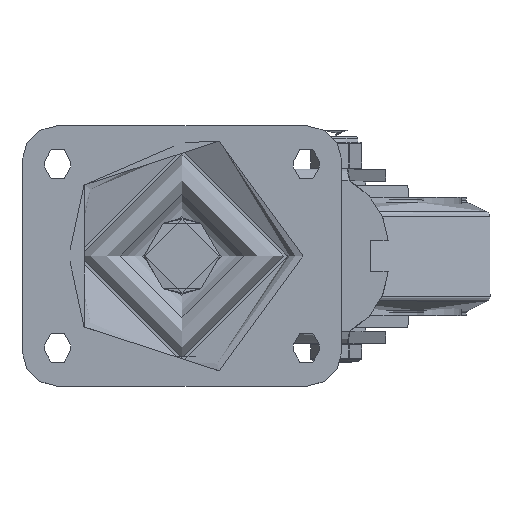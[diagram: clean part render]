
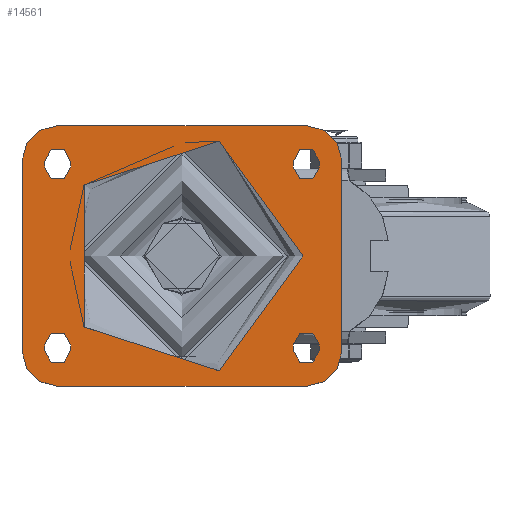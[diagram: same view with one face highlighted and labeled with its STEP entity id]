
A CAD part, top view. The second image highlights one B-rep face of the part: STEP entity #14561.
In plain terms, the highlighted planar face has unit normal (0, 0, 1).
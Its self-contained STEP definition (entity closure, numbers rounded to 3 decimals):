
#1039=FACE_BOUND('',#2863,.T.);
#1040=FACE_BOUND('',#2864,.T.);
#1041=FACE_BOUND('',#2865,.T.);
#1042=FACE_BOUND('',#2866,.T.);
#1043=FACE_BOUND('',#2867,.T.);
#1308=PLANE('',#15818);
#1991=FACE_OUTER_BOUND('',#2862,.T.);
#2862=EDGE_LOOP('',(#10928,#10929,#10930,#10931,#10932,#10933,#10934,#10935));
#2863=EDGE_LOOP('',(#10936));
#2864=EDGE_LOOP('',(#10937,#10938,#10939,#10940));
#2865=EDGE_LOOP('',(#10941,#10942,#10943,#10944));
#2866=EDGE_LOOP('',(#10945,#10946,#10947,#10948));
#2867=EDGE_LOOP('',(#10949,#10950,#10951,#10952));
#3986=LINE('',#21519,#5051);
#3988=LINE('',#21522,#5053);
#3989=LINE('',#21523,#5054);
#3990=LINE('',#21524,#5055);
#3991=LINE('',#21527,#5056);
#3992=LINE('',#21531,#5057);
#3993=LINE('',#21535,#5058);
#3994=LINE('',#21539,#5059);
#3995=LINE('',#21543,#5060);
#3996=LINE('',#21547,#5061);
#3997=LINE('',#21551,#5062);
#3998=LINE('',#21555,#5063);
#5051=VECTOR('',#17795,1000.);
#5053=VECTOR('',#17799,1000.);
#5054=VECTOR('',#17800,1000.);
#5055=VECTOR('',#17801,1000.);
#5056=VECTOR('',#17802,1000.);
#5057=VECTOR('',#17805,1000.);
#5058=VECTOR('',#17808,1000.);
#5059=VECTOR('',#17811,1000.);
#5060=VECTOR('',#17814,1000.);
#5061=VECTOR('',#17817,1000.);
#5062=VECTOR('',#17820,1000.);
#5063=VECTOR('',#17823,1000.);
#5852=CIRCLE('',#15484,51.);
#5855=CIRCLE('',#15488,15.);
#5857=CIRCLE('',#15491,15.);
#5859=CIRCLE('',#15494,15.);
#5861=CIRCLE('',#15497,15.);
#6024=CIRCLE('',#15819,5.5);
#6025=CIRCLE('',#15820,5.5);
#6026=CIRCLE('',#15821,5.5);
#6027=CIRCLE('',#15822,5.5);
#6028=CIRCLE('',#15823,5.5);
#6029=CIRCLE('',#15824,5.5);
#6030=CIRCLE('',#15825,5.5);
#6031=CIRCLE('',#15826,5.5);
#6447=VERTEX_POINT('',#20626);
#6449=VERTEX_POINT('',#20632);
#6450=VERTEX_POINT('',#20633);
#6453=VERTEX_POINT('',#20641);
#6454=VERTEX_POINT('',#20642);
#6457=VERTEX_POINT('',#20650);
#6458=VERTEX_POINT('',#20651);
#6461=VERTEX_POINT('',#20659);
#6462=VERTEX_POINT('',#20660);
#6736=VERTEX_POINT('',#21525);
#6737=VERTEX_POINT('',#21526);
#6738=VERTEX_POINT('',#21528);
#6739=VERTEX_POINT('',#21530);
#6740=VERTEX_POINT('',#21533);
#6741=VERTEX_POINT('',#21534);
#6742=VERTEX_POINT('',#21536);
#6743=VERTEX_POINT('',#21538);
#6744=VERTEX_POINT('',#21541);
#6745=VERTEX_POINT('',#21542);
#6746=VERTEX_POINT('',#21544);
#6747=VERTEX_POINT('',#21546);
#6748=VERTEX_POINT('',#21549);
#6749=VERTEX_POINT('',#21550);
#6750=VERTEX_POINT('',#21552);
#6751=VERTEX_POINT('',#21554);
#7883=EDGE_CURVE('',#6447,#6447,#5852,.T.);
#7886=EDGE_CURVE('',#6449,#6450,#5855,.T.);
#7890=EDGE_CURVE('',#6453,#6454,#5857,.T.);
#7894=EDGE_CURVE('',#6457,#6458,#5859,.T.);
#7898=EDGE_CURVE('',#6461,#6462,#5861,.T.);
#8325=EDGE_CURVE('',#6462,#6449,#3986,.T.);
#8327=EDGE_CURVE('',#6458,#6461,#3988,.T.);
#8328=EDGE_CURVE('',#6454,#6457,#3989,.T.);
#8329=EDGE_CURVE('',#6450,#6453,#3990,.T.);
#8330=EDGE_CURVE('',#6736,#6737,#3991,.T.);
#8331=EDGE_CURVE('',#6737,#6738,#6024,.T.);
#8332=EDGE_CURVE('',#6738,#6739,#3992,.T.);
#8333=EDGE_CURVE('',#6739,#6736,#6025,.T.);
#8334=EDGE_CURVE('',#6740,#6741,#3993,.T.);
#8335=EDGE_CURVE('',#6741,#6742,#6026,.T.);
#8336=EDGE_CURVE('',#6742,#6743,#3994,.T.);
#8337=EDGE_CURVE('',#6743,#6740,#6027,.T.);
#8338=EDGE_CURVE('',#6744,#6745,#3995,.T.);
#8339=EDGE_CURVE('',#6745,#6746,#6028,.T.);
#8340=EDGE_CURVE('',#6746,#6747,#3996,.T.);
#8341=EDGE_CURVE('',#6747,#6744,#6029,.T.);
#8342=EDGE_CURVE('',#6748,#6749,#3997,.T.);
#8343=EDGE_CURVE('',#6749,#6750,#6030,.T.);
#8344=EDGE_CURVE('',#6750,#6751,#3998,.T.);
#8345=EDGE_CURVE('',#6751,#6748,#6031,.T.);
#10928=ORIENTED_EDGE('',*,*,#7898,.F.);
#10929=ORIENTED_EDGE('',*,*,#8327,.F.);
#10930=ORIENTED_EDGE('',*,*,#7894,.F.);
#10931=ORIENTED_EDGE('',*,*,#8328,.F.);
#10932=ORIENTED_EDGE('',*,*,#7890,.F.);
#10933=ORIENTED_EDGE('',*,*,#8329,.F.);
#10934=ORIENTED_EDGE('',*,*,#7886,.F.);
#10935=ORIENTED_EDGE('',*,*,#8325,.F.);
#10936=ORIENTED_EDGE('',*,*,#7883,.F.);
#10937=ORIENTED_EDGE('',*,*,#8330,.T.);
#10938=ORIENTED_EDGE('',*,*,#8331,.T.);
#10939=ORIENTED_EDGE('',*,*,#8332,.T.);
#10940=ORIENTED_EDGE('',*,*,#8333,.T.);
#10941=ORIENTED_EDGE('',*,*,#8334,.T.);
#10942=ORIENTED_EDGE('',*,*,#8335,.T.);
#10943=ORIENTED_EDGE('',*,*,#8336,.T.);
#10944=ORIENTED_EDGE('',*,*,#8337,.T.);
#10945=ORIENTED_EDGE('',*,*,#8338,.T.);
#10946=ORIENTED_EDGE('',*,*,#8339,.T.);
#10947=ORIENTED_EDGE('',*,*,#8340,.T.);
#10948=ORIENTED_EDGE('',*,*,#8341,.T.);
#10949=ORIENTED_EDGE('',*,*,#8342,.T.);
#10950=ORIENTED_EDGE('',*,*,#8343,.T.);
#10951=ORIENTED_EDGE('',*,*,#8344,.T.);
#10952=ORIENTED_EDGE('',*,*,#8345,.T.);
#14561=ADVANCED_FACE('',(#1991,#1039,#1040,#1041,#1042,#1043),#1308,.T.);
#15484=AXIS2_PLACEMENT_3D('',#20627,#16857,#16858);
#15488=AXIS2_PLACEMENT_3D('',#20634,#16865,#16866);
#15491=AXIS2_PLACEMENT_3D('',#20643,#16873,#16874);
#15494=AXIS2_PLACEMENT_3D('',#20652,#16881,#16882);
#15497=AXIS2_PLACEMENT_3D('',#20661,#16889,#16890);
#15818=AXIS2_PLACEMENT_3D('',#21521,#17797,#17798);
#15819=AXIS2_PLACEMENT_3D('',#21529,#17803,#17804);
#15820=AXIS2_PLACEMENT_3D('',#21532,#17806,#17807);
#15821=AXIS2_PLACEMENT_3D('',#21537,#17809,#17810);
#15822=AXIS2_PLACEMENT_3D('',#21540,#17812,#17813);
#15823=AXIS2_PLACEMENT_3D('',#21545,#17815,#17816);
#15824=AXIS2_PLACEMENT_3D('',#21548,#17818,#17819);
#15825=AXIS2_PLACEMENT_3D('',#21553,#17821,#17822);
#15826=AXIS2_PLACEMENT_3D('',#21556,#17824,#17825);
#16857=DIRECTION('center_axis',(0.,0.,1.));
#16858=DIRECTION('ref_axis',(1.,0.,0.));
#16865=DIRECTION('center_axis',(0.,0.,-1.));
#16866=DIRECTION('ref_axis',(-0.707,0.707,0.));
#16873=DIRECTION('center_axis',(0.,0.,-1.));
#16874=DIRECTION('ref_axis',(0.707,0.707,0.));
#16881=DIRECTION('center_axis',(0.,0.,-1.));
#16882=DIRECTION('ref_axis',(0.707,-0.707,0.));
#16889=DIRECTION('center_axis',(0.,0.,-1.));
#16890=DIRECTION('ref_axis',(-0.707,-0.707,0.));
#17795=DIRECTION('',(0.,1.,0.));
#17797=DIRECTION('center_axis',(0.,0.,1.));
#17798=DIRECTION('ref_axis',(1.,0.,0.));
#17799=DIRECTION('',(-1.,0.,0.));
#17800=DIRECTION('',(0.,-1.,0.));
#17801=DIRECTION('',(1.,0.,0.));
#17802=DIRECTION('',(0.,1.,0.));
#17803=DIRECTION('center_axis',(0.,0.,-1.));
#17804=DIRECTION('ref_axis',(-1.,0.,0.));
#17805=DIRECTION('',(0.,-1.,0.));
#17806=DIRECTION('center_axis',(0.,0.,-1.));
#17807=DIRECTION('ref_axis',(-1.,0.,0.));
#17808=DIRECTION('',(0.,-1.,0.));
#17809=DIRECTION('center_axis',(0.,0.,-1.));
#17810=DIRECTION('ref_axis',(-1.,0.,0.));
#17811=DIRECTION('',(0.,1.,0.));
#17812=DIRECTION('center_axis',(0.,0.,-1.));
#17813=DIRECTION('ref_axis',(-1.,0.,0.));
#17814=DIRECTION('',(0.,1.,0.));
#17815=DIRECTION('center_axis',(0.,0.,-1.));
#17816=DIRECTION('ref_axis',(1.,0.,0.));
#17817=DIRECTION('',(0.,-1.,0.));
#17818=DIRECTION('center_axis',(0.,0.,-1.));
#17819=DIRECTION('ref_axis',(1.,0.,0.));
#17820=DIRECTION('',(0.,-1.,0.));
#17821=DIRECTION('center_axis',(0.,0.,-1.));
#17822=DIRECTION('ref_axis',(1.,0.,0.));
#17823=DIRECTION('',(0.,1.,0.));
#17824=DIRECTION('center_axis',(0.,0.,-1.));
#17825=DIRECTION('ref_axis',(1.,0.,0.));
#20626=CARTESIAN_POINT('',(51.,0.,0.));
#20627=CARTESIAN_POINT('Origin',(0.,0.,0.));
#20632=CARTESIAN_POINT('',(-67.5,40.,0.));
#20633=CARTESIAN_POINT('',(-52.5,55.,0.));
#20634=CARTESIAN_POINT('Origin',(-52.5,40.,0.));
#20641=CARTESIAN_POINT('',(52.5,55.,0.));
#20642=CARTESIAN_POINT('',(67.5,40.,0.));
#20643=CARTESIAN_POINT('Origin',(52.5,40.,0.));
#20650=CARTESIAN_POINT('',(67.5,-40.,0.));
#20651=CARTESIAN_POINT('',(52.5,-55.,0.));
#20652=CARTESIAN_POINT('Origin',(52.5,-40.,0.));
#20659=CARTESIAN_POINT('',(-52.5,-55.,0.));
#20660=CARTESIAN_POINT('',(-67.5,-40.,0.));
#20661=CARTESIAN_POINT('Origin',(-52.5,-40.,0.));
#21519=CARTESIAN_POINT('',(-67.5,-55.,0.));
#21521=CARTESIAN_POINT('Origin',(0.,0.,0.));
#21522=CARTESIAN_POINT('',(67.5,-55.,0.));
#21523=CARTESIAN_POINT('',(67.5,55.,0.));
#21524=CARTESIAN_POINT('',(-67.5,55.,0.));
#21525=CARTESIAN_POINT('',(47.,-40.,0.));
#21526=CARTESIAN_POINT('',(47.,-37.5,0.));
#21527=CARTESIAN_POINT('',(47.,-40.,0.));
#21528=CARTESIAN_POINT('',(58.,-37.5,0.));
#21529=CARTESIAN_POINT('Origin',(52.5,-37.5,0.));
#21530=CARTESIAN_POINT('',(58.,-40.,0.));
#21531=CARTESIAN_POINT('',(58.,-40.,0.));
#21532=CARTESIAN_POINT('Origin',(52.5,-40.,0.));
#21533=CARTESIAN_POINT('',(58.,40.,0.));
#21534=CARTESIAN_POINT('',(58.,37.5,0.));
#21535=CARTESIAN_POINT('',(58.,40.,0.));
#21536=CARTESIAN_POINT('',(47.,37.5,0.));
#21537=CARTESIAN_POINT('Origin',(52.5,37.5,0.));
#21538=CARTESIAN_POINT('',(47.,40.,0.));
#21539=CARTESIAN_POINT('',(47.,40.,0.));
#21540=CARTESIAN_POINT('Origin',(52.5,40.,0.));
#21541=CARTESIAN_POINT('',(-58.,-40.,0.));
#21542=CARTESIAN_POINT('',(-58.,-37.5,0.));
#21543=CARTESIAN_POINT('',(-58.,-40.,0.));
#21544=CARTESIAN_POINT('',(-47.,-37.5,0.));
#21545=CARTESIAN_POINT('Origin',(-52.5,-37.5,0.));
#21546=CARTESIAN_POINT('',(-47.,-40.,0.));
#21547=CARTESIAN_POINT('',(-47.,-40.,0.));
#21548=CARTESIAN_POINT('Origin',(-52.5,-40.,0.));
#21549=CARTESIAN_POINT('',(-47.,40.,0.));
#21550=CARTESIAN_POINT('',(-47.,37.5,0.));
#21551=CARTESIAN_POINT('',(-47.,40.,0.));
#21552=CARTESIAN_POINT('',(-58.,37.5,0.));
#21553=CARTESIAN_POINT('Origin',(-52.5,37.5,0.));
#21554=CARTESIAN_POINT('',(-58.,40.,0.));
#21555=CARTESIAN_POINT('',(-58.,40.,0.));
#21556=CARTESIAN_POINT('Origin',(-52.5,40.,0.));
